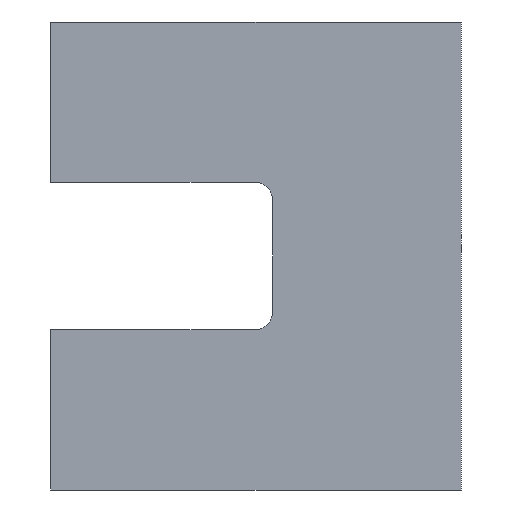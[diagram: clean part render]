
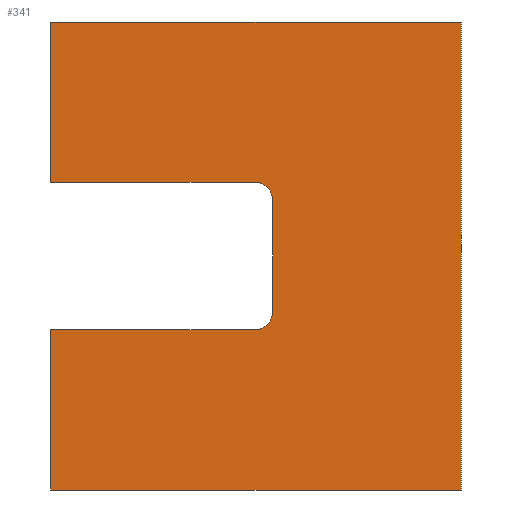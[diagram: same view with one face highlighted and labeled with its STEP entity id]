
A CAD part, front view. The second image highlights one B-rep face of the part: STEP entity #341.
In plain terms, the highlighted planar face has unit normal (0, -1, 0).
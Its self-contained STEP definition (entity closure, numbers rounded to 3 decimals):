
#10 = AXIS2_PLACEMENT_3D ( 'NONE', #77, #175, #239 ) ;
#16 = DIRECTION ( 'NONE',  ( 0., 0., -1. ) ) ;
#19 = DIRECTION ( 'NONE',  ( 0., 0., 1. ) ) ;
#24 = CARTESIAN_POINT ( 'NONE',  ( 111., 0., -126.5 ) ) ;
#27 = ORIENTED_EDGE ( 'NONE', *, *, #431, .F. ) ;
#43 = CIRCLE ( 'NONE', #10, 5. ) ;
#53 = PLANE ( 'NONE',  #147 ) ;
#56 = EDGE_CURVE ( 'NONE', #245, #429, #61, .T. ) ;
#61 = LINE ( 'NONE', #264, #103 ) ;
#68 = ORIENTED_EDGE ( 'NONE', *, *, #142, .F. ) ;
#72 = EDGE_LOOP ( 'NONE', ( #313, #261, #378, #27, #68, #172, #129, #330, #289, #185 ) ) ;
#74 = VERTEX_POINT ( 'NONE', #359 ) ;
#77 = CARTESIAN_POINT ( 'NONE',  ( 55., 0., -78.25 ) ) ;
#83 = AXIS2_PLACEMENT_3D ( 'NONE', #234, #240, #108 ) ;
#92 = LINE ( 'NONE', #373, #213 ) ;
#97 = DIRECTION ( 'NONE',  ( 0., 0., 1. ) ) ;
#103 = VECTOR ( 'NONE', #257, 1000. ) ;
#108 = DIRECTION ( 'NONE',  ( 0., 0., -1. ) ) ;
#110 = CIRCLE ( 'NONE', #83, 5. ) ;
#120 = VERTEX_POINT ( 'NONE', #316 ) ;
#122 = EDGE_CURVE ( 'NONE', #181, #245, #285, .T. ) ;
#129 = ORIENTED_EDGE ( 'NONE', *, *, #56, .F. ) ;
#133 = VERTEX_POINT ( 'NONE', #151 ) ;
#137 = VECTOR ( 'NONE', #342, 1000. ) ;
#139 = LINE ( 'NONE', #301, #221 ) ;
#142 = EDGE_CURVE ( 'NONE', #392, #74, #394, .T. ) ;
#145 = VERTEX_POINT ( 'NONE', #391 ) ;
#147 = AXIS2_PLACEMENT_3D ( 'NONE', #184, #311, #16 ) ;
#149 = LINE ( 'NONE', #150, #169 ) ;
#150 = CARTESIAN_POINT ( 'NONE',  ( 0., 0., -43.25 ) ) ;
#151 = CARTESIAN_POINT ( 'NONE',  ( 60., 0., -78.25 ) ) ;
#157 = EDGE_CURVE ( 'NONE', #145, #133, #92, .T. ) ;
#162 = CARTESIAN_POINT ( 'NONE',  ( 0., 0., 0. ) ) ;
#166 = EDGE_CURVE ( 'NONE', #225, #319, #380, .T. ) ;
#169 = VECTOR ( 'NONE', #419, 1000. ) ;
#172 = ORIENTED_EDGE ( 'NONE', *, *, #266, .F. ) ;
#175 = DIRECTION ( 'NONE',  ( 0., 1., 0. ) ) ;
#181 = VERTEX_POINT ( 'NONE', #263 ) ;
#184 = CARTESIAN_POINT ( 'NONE',  ( 0., 0., 0. ) ) ;
#185 = ORIENTED_EDGE ( 'NONE', *, *, #230, .T. ) ;
#207 = CARTESIAN_POINT ( 'NONE',  ( 55., 0., -83.25 ) ) ;
#211 = CARTESIAN_POINT ( 'NONE',  ( 0., 0., 0. ) ) ;
#213 = VECTOR ( 'NONE', #343, 1000. ) ;
#214 = CARTESIAN_POINT ( 'NONE',  ( 0., 0., -83.25 ) ) ;
#218 = CARTESIAN_POINT ( 'NONE',  ( 0., 0., -83.25 ) ) ;
#221 = VECTOR ( 'NONE', #97, 1000. ) ;
#225 = VERTEX_POINT ( 'NONE', #207 ) ;
#228 = VECTOR ( 'NONE', #436, 1000. ) ;
#230 = EDGE_CURVE ( 'NONE', #120, #145, #110, .T. ) ;
#234 = CARTESIAN_POINT ( 'NONE',  ( 55., 0., -48.25 ) ) ;
#238 = VECTOR ( 'NONE', #422, 1000. ) ;
#239 = DIRECTION ( 'NONE',  ( 0., 0., -1. ) ) ;
#240 = DIRECTION ( 'NONE',  ( 0., 1., 0. ) ) ;
#241 = EDGE_CURVE ( 'NONE', #133, #225, #43, .T. ) ;
#245 = VERTEX_POINT ( 'NONE', #211 ) ;
#247 = FACE_OUTER_BOUND ( 'NONE', #72, .T. ) ;
#257 = DIRECTION ( 'NONE',  ( 1., 0., 0. ) ) ;
#261 = ORIENTED_EDGE ( 'NONE', *, *, #241, .T. ) ;
#263 = CARTESIAN_POINT ( 'NONE',  ( 0., 0., -43.25 ) ) ;
#264 = CARTESIAN_POINT ( 'NONE',  ( 0., 0., 0. ) ) ;
#266 = EDGE_CURVE ( 'NONE', #429, #392, #409, .T. ) ;
#279 = CARTESIAN_POINT ( 'NONE',  ( 0., 0., -126.5 ) ) ;
#285 = LINE ( 'NONE', #162, #407 ) ;
#289 = ORIENTED_EDGE ( 'NONE', *, *, #351, .T. ) ;
#301 = CARTESIAN_POINT ( 'NONE',  ( 0., 0., 0. ) ) ;
#302 = CARTESIAN_POINT ( 'NONE',  ( 111., 0., 0. ) ) ;
#303 = CARTESIAN_POINT ( 'NONE',  ( 111., 0., 0. ) ) ;
#311 = DIRECTION ( 'NONE',  ( 0., -1., 0. ) ) ;
#313 = ORIENTED_EDGE ( 'NONE', *, *, #157, .T. ) ;
#316 = CARTESIAN_POINT ( 'NONE',  ( 55., 0., -43.25 ) ) ;
#319 = VERTEX_POINT ( 'NONE', #218 ) ;
#330 = ORIENTED_EDGE ( 'NONE', *, *, #122, .F. ) ;
#341 = ADVANCED_FACE ( 'NONE', ( #247 ), #53, .T. ) ;
#342 = DIRECTION ( 'NONE',  ( 0., 0., -1. ) ) ;
#343 = DIRECTION ( 'NONE',  ( 0., 0., -1. ) ) ;
#351 = EDGE_CURVE ( 'NONE', #181, #120, #149, .T. ) ;
#359 = CARTESIAN_POINT ( 'NONE',  ( 0., 0., -126.5 ) ) ;
#373 = CARTESIAN_POINT ( 'NONE',  ( 60., 0., -83.25 ) ) ;
#378 = ORIENTED_EDGE ( 'NONE', *, *, #166, .T. ) ;
#380 = LINE ( 'NONE', #214, #228 ) ;
#391 = CARTESIAN_POINT ( 'NONE',  ( 60., 0., -48.25 ) ) ;
#392 = VERTEX_POINT ( 'NONE', #24 ) ;
#394 = LINE ( 'NONE', #279, #238 ) ;
#407 = VECTOR ( 'NONE', #19, 1000. ) ;
#409 = LINE ( 'NONE', #303, #137 ) ;
#419 = DIRECTION ( 'NONE',  ( 1., 0., 0. ) ) ;
#422 = DIRECTION ( 'NONE',  ( -1., 0., 0. ) ) ;
#429 = VERTEX_POINT ( 'NONE', #302 ) ;
#431 = EDGE_CURVE ( 'NONE', #74, #319, #139, .T. ) ;
#436 = DIRECTION ( 'NONE',  ( -1., 0., 0. ) ) ;
